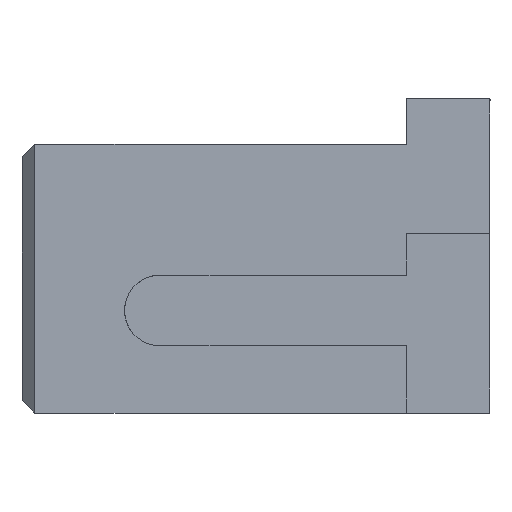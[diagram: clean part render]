
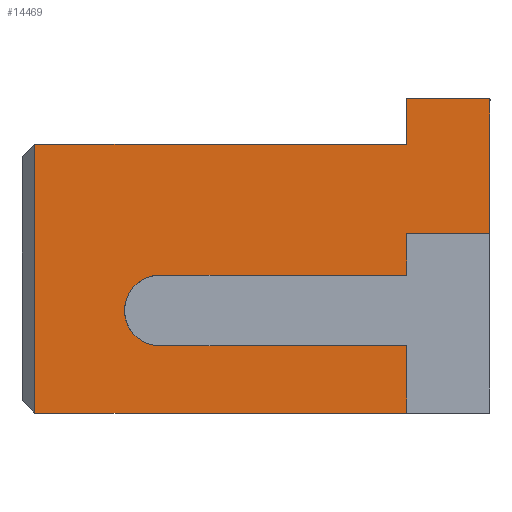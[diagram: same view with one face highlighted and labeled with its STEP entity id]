
A CAD part, left-side view. The second image highlights one B-rep face of the part: STEP entity #14469.
In plain terms, the highlighted planar face has unit normal (-1, 0, 0).
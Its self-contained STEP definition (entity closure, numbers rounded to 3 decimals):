
#4859=CARTESIAN_POINT('',(-5.422,2.664,11.873));
#4860=VERTEX_POINT('',#4859);
#4867=CARTESIAN_POINT('',(-5.422,-0.236,11.873));
#4868=VERTEX_POINT('',#4867);
#4869=CARTESIAN_POINT('',(-5.422,2.664,11.873));
#4870=DIRECTION('',(0.,-1.,0.));
#4871=VECTOR('',#4870,2.9);
#4872=LINE('',#4869,#4871);
#4873=EDGE_CURVE('',#4860,#4868,#4872,.T.);
#10809=CARTESIAN_POINT('',(-5.422,-0.236,12.225));
#10810=VERTEX_POINT('',#10809);
#10902=CARTESIAN_POINT('',(-5.422,-0.236,11.873));
#10903=DIRECTION('',(0.,0.,1.));
#10904=VECTOR('',#10903,0.352);
#10905=LINE('',#10902,#10904);
#10906=EDGE_CURVE('',#4868,#10810,#10905,.T.);
#10916=CARTESIAN_POINT('',(-5.422,-0.236,9.775));
#10917=VERTEX_POINT('',#10916);
#10918=CARTESIAN_POINT('',(-5.422,2.664,9.775));
#10919=VERTEX_POINT('',#10918);
#10920=CARTESIAN_POINT('',(-5.422,-0.236,9.775));
#10921=DIRECTION('',(0.,1.,0.));
#10922=VECTOR('',#10921,2.9);
#10923=LINE('',#10920,#10922);
#10924=EDGE_CURVE('',#10917,#10919,#10923,.T.);
#10988=CARTESIAN_POINT('',(-5.422,-0.236,10.3));
#10989=VERTEX_POINT('',#10988);
#10990=CARTESIAN_POINT('',(-5.422,-0.236,10.3));
#10991=DIRECTION('',(0.,0.,-1.));
#10992=VECTOR('',#10991,0.525);
#10993=LINE('',#10990,#10992);
#10994=EDGE_CURVE('',#10989,#10917,#10993,.T.);
#12801=CARTESIAN_POINT('',(-5.422,-0.886,12.225));
#12802=VERTEX_POINT('',#12801);
#12809=CARTESIAN_POINT('',(-5.422,-0.886,11.175));
#12810=VERTEX_POINT('',#12809);
#12811=CARTESIAN_POINT('',(-5.422,-0.886,12.225));
#12812=DIRECTION('',(0.,0.,-1.));
#12813=VECTOR('',#12812,1.05);
#12814=LINE('',#12811,#12813);
#12815=EDGE_CURVE('',#12802,#12810,#12814,.T.);
#14387=CARTESIAN_POINT('',(-5.422,2.664,9.775));
#14388=DIRECTION('',(0.,0.,1.));
#14389=VECTOR('',#14388,2.098);
#14390=LINE('',#14387,#14389);
#14391=EDGE_CURVE('',#10919,#4860,#14390,.T.);
#14398=CARTESIAN_POINT('',(-5.422,0.889,11.));
#14399=DIRECTION('',(0.,0.,-1.));
#14400=DIRECTION('',(-1.,-0.,-0.));
#14401=AXIS2_PLACEMENT_3D('',#14398,#14400,#14399);
#14402=PLANE('',#14401);
#14403=ORIENTED_EDGE('',*,*,#4873,.F.);
#14404=ORIENTED_EDGE('',*,*,#14391,.F.);
#14405=ORIENTED_EDGE('',*,*,#10924,.F.);
#14406=ORIENTED_EDGE('',*,*,#10994,.F.);
#14407=CARTESIAN_POINT('',(-5.422,1.689,10.3));
#14408=VERTEX_POINT('',#14407);
#14409=CARTESIAN_POINT('',(-5.422,-0.236,10.3));
#14410=DIRECTION('',(0.,1.,0.));
#14411=VECTOR('',#14410,1.925);
#14412=LINE('',#14409,#14411);
#14413=EDGE_CURVE('',#10989,#14408,#14412,.T.);
#14414=ORIENTED_EDGE('',*,*,#14413,.T.);
#14415=CARTESIAN_POINT('',(-5.422,1.689,10.85));
#14416=VERTEX_POINT('',#14415);
#14417=CARTESIAN_POINT('',(-5.422,1.689,10.3));
#14418=CARTESIAN_POINT('',(-5.422,1.744,10.3));
#14419=CARTESIAN_POINT('',(-5.422,1.794,10.321));
#14420=CARTESIAN_POINT('',(-5.422,1.845,10.342));
#14421=CARTESIAN_POINT('',(-5.422,1.884,10.381));
#14422=CARTESIAN_POINT('',(-5.422,1.922,10.419));
#14423=CARTESIAN_POINT('',(-5.422,1.943,10.47));
#14424=CARTESIAN_POINT('',(-5.422,1.964,10.52));
#14425=CARTESIAN_POINT('',(-5.422,1.964,10.575));
#14426=CARTESIAN_POINT('',(-5.422,1.964,10.63));
#14427=CARTESIAN_POINT('',(-5.422,1.943,10.68));
#14428=CARTESIAN_POINT('',(-5.422,1.922,10.731));
#14429=CARTESIAN_POINT('',(-5.422,1.884,10.77));
#14430=CARTESIAN_POINT('',(-5.422,1.845,10.808));
#14431=CARTESIAN_POINT('',(-5.422,1.794,10.829));
#14432=CARTESIAN_POINT('',(-5.422,1.744,10.85));
#14433=CARTESIAN_POINT('',(-5.422,1.689,10.85));
#14434=B_SPLINE_CURVE_WITH_KNOTS('',2,(#14417,#14418,#14419,#14420,#14421,#14422,#14423,#14424,#14425,#14426,#14427,#14428,#14429,#14430,#14431,#14432,#14433),.UNSPECIFIED.,.F.,.U.,(3,2,2,2,2,2,2,2,3),(0.,0.125,0.25,0.375,0.5,0.625,0.75,0.875,1.),.UNSPECIFIED.);
#14435=EDGE_CURVE('',#14408,#14416,#14434,.T.);
#14436=ORIENTED_EDGE('',*,*,#14435,.T.);
#14437=CARTESIAN_POINT('',(-5.422,-0.236,10.85));
#14438=VERTEX_POINT('',#14437);
#14439=CARTESIAN_POINT('',(-5.422,1.689,10.85));
#14440=DIRECTION('',(0.,-1.,0.));
#14441=VECTOR('',#14440,1.925);
#14442=LINE('',#14439,#14441);
#14443=EDGE_CURVE('',#14416,#14438,#14442,.T.);
#14444=ORIENTED_EDGE('',*,*,#14443,.T.);
#14445=CARTESIAN_POINT('',(-5.422,-0.236,11.175));
#14446=VERTEX_POINT('',#14445);
#14447=CARTESIAN_POINT('',(-5.422,-0.236,10.85));
#14448=DIRECTION('',(0.,0.,1.));
#14449=VECTOR('',#14448,0.325);
#14450=LINE('',#14447,#14449);
#14451=EDGE_CURVE('',#14438,#14446,#14450,.T.);
#14452=ORIENTED_EDGE('',*,*,#14451,.T.);
#14453=CARTESIAN_POINT('',(-5.422,-0.236,11.175));
#14454=DIRECTION('',(0.,-1.,0.));
#14455=VECTOR('',#14454,0.65);
#14456=LINE('',#14453,#14455);
#14457=EDGE_CURVE('',#14446,#12810,#14456,.T.);
#14458=ORIENTED_EDGE('',*,*,#14457,.T.);
#14459=ORIENTED_EDGE('',*,*,#12815,.F.);
#14460=CARTESIAN_POINT('',(-5.422,-0.886,12.225));
#14461=DIRECTION('',(0.,1.,0.));
#14462=VECTOR('',#14461,0.65);
#14463=LINE('',#14460,#14462);
#14464=EDGE_CURVE('',#12802,#10810,#14463,.T.);
#14465=ORIENTED_EDGE('',*,*,#14464,.T.);
#14466=ORIENTED_EDGE('',*,*,#10906,.F.);
#14467=EDGE_LOOP('',(#14403,#14404,#14405,#14406,#14414,#14436,#14444,#14452,#14458,#14459,#14465,#14466));
#14468=FACE_OUTER_BOUND('',#14467,.T.);
#14469=ADVANCED_FACE('',(#14468),#14402,.T.);
